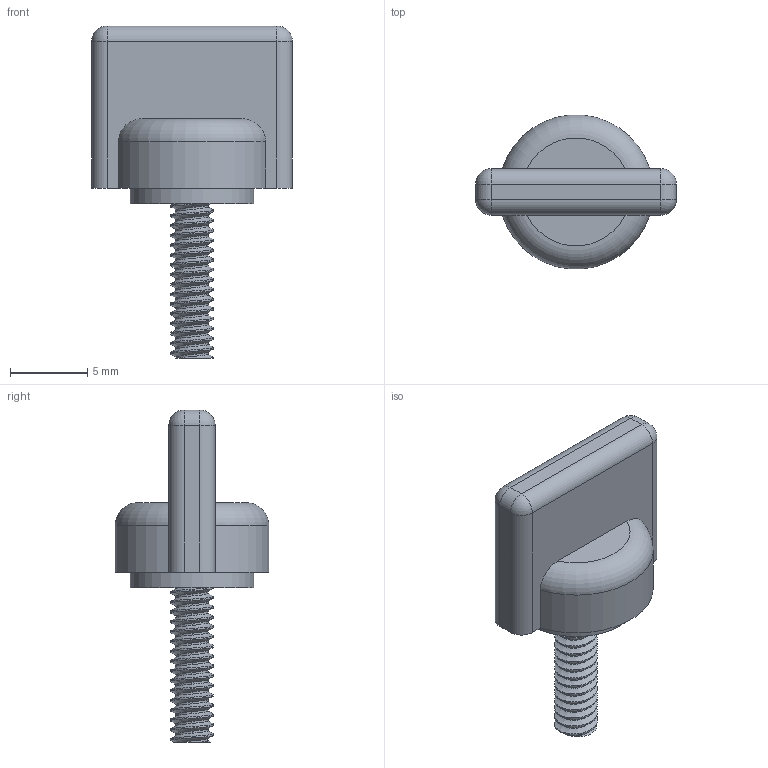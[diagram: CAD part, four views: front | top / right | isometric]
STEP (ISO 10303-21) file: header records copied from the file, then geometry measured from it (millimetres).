
FILE_DESCRIPTION(/* description */ (''),/* implementation_level */ '2;1');
FILE_NAME(/* name */ 'opto-microprobe holder - fasten screw.step',/* time_stamp */ '2023-05-21T14:48:29-07:00',/* author */ (''),/* organization */ (''),/* preprocessor_version */ 'ST-DEVELOPER v19.2',/* originating_system */ 'Autodesk Translation Framework v12.4.0.73',/* authorisation */ '');
FILE_SCHEMA (('AUTOMOTIVE_DESIGN { 1 0 10303 214 3 1 1 }'));
Length unit declared in the file: millimetre
Products named in the file (1): tighen_screw
Bounding box: 13 x 9.96 x 21.5 mm (x, y, z)
Volume: 700.3 mm3; surface area: 641.2 mm2
Topology: 1 solids, 1 shells, 63 faces, 165 edges, 106 vertices
Faces by surface type: cylinder 45, plane 10, sphere 4, torus 2, bspline 2
Full cylindrical faces by diameter (mm): 2.088 x8, 2.781 x12, 8 x1
Entity records: 3948 total; most frequent: CARTESIAN_POINT 2494, ORIENTED_EDGE 330, DIRECTION 243, EDGE_CURVE 165, VERTEX_POINT 106, AXIS2_PLACEMENT_3D 91, B_SPLINE_CURVE_WITH_KNOTS 75, EDGE_LOOP 65
